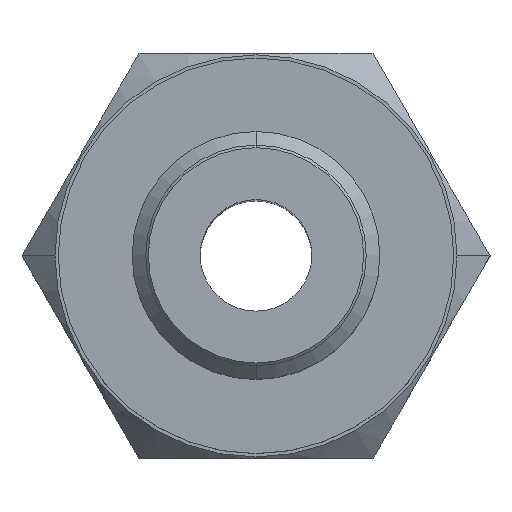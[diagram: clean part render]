
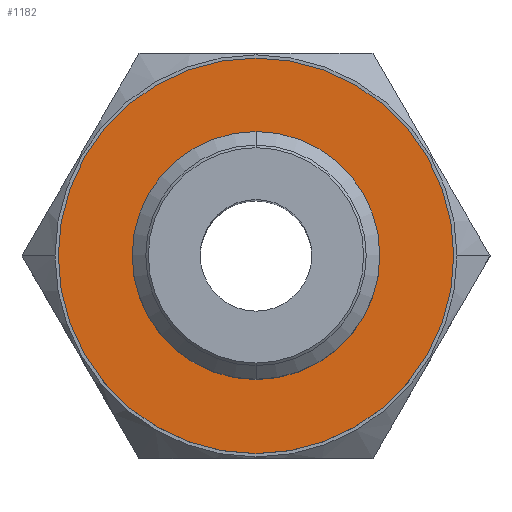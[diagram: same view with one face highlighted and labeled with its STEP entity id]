
A CAD part, top view. The second image highlights one B-rep face of the part: STEP entity #1182.
In plain terms, the highlighted planar face has unit normal (0, 0, 1).
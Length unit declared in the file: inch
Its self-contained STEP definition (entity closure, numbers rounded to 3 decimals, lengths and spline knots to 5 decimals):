
#369=CARTESIAN_POINT('',(0.,0.,0.245));
#370=DIRECTION('',(0.,0.,-1.));
#371=DIRECTION('',(0.,-1.,0.));
#372=AXIS2_PLACEMENT_3D('',#369,#370,#371);
#391=CARTESIAN_POINT('',(0.,0.,0.245));
#392=DIRECTION('',(0.,0.,1.));
#393=DIRECTION('',(0.,-1.,0.));
#394=AXIS2_PLACEMENT_3D('',#391,#392,#393);
#399=CARTESIAN_POINT('',(0.,0.,0.245));
#400=DIRECTION('',(0.,0.,1.));
#401=DIRECTION('',(0.,1.,0.));
#402=AXIS2_PLACEMENT_3D('',#399,#400,#401);
#407=CARTESIAN_POINT('',(0.,0.,0.245));
#408=DIRECTION('',(0.,0.,1.));
#409=DIRECTION('',(0.,-1.,0.));
#410=AXIS2_PLACEMENT_3D('',#407,#408,#409);
#741=CARTESIAN_POINT('',(0.,-0.165,0.245));
#743=VERTEX_POINT('',#741);
#745=CARTESIAN_POINT('',(0.,0.165,0.245));
#747=VERTEX_POINT('',#745);
#749=CARTESIAN_POINT('',(0.,0.305,0.245));
#750=CARTESIAN_POINT('',(0.,-0.305,0.245));
#751=VERTEX_POINT('',#749);
#752=VERTEX_POINT('',#750);
#1167=CARTESIAN_POINT('',(0.,0.,0.245));
#1168=DIRECTION('',(0.,0.,-1.));
#1169=DIRECTION('',(0.,-1.,0.));
#1170=AXIS2_PLACEMENT_3D('',#1167,#1168,#1169);
#1171=PLANE('',#1170);
#1173=ORIENTED_EDGE('',*,*,#1172,.F.);
#1175=ORIENTED_EDGE('',*,*,#1174,.F.);
#1176=EDGE_LOOP('',(#1173,#1175));
#1177=FACE_OUTER_BOUND('',#1176,.F.);
#1178=ORIENTED_EDGE('',*,*,#1162,.T.);
#1179=ORIENTED_EDGE('',*,*,#1146,.F.);
#1180=EDGE_LOOP('',(#1178,#1179));
#1181=FACE_BOUND('',#1180,.F.);
#373=CIRCLE('',#372,0.165);
#395=CIRCLE('',#394,0.165);
#403=CIRCLE('',#402,0.305);
#411=CIRCLE('',#410,0.305);
#1146=EDGE_CURVE('',#743,#747,#373,.T.);
#1162=EDGE_CURVE('',#743,#747,#395,.T.);
#1172=EDGE_CURVE('',#751,#752,#403,.T.);
#1174=EDGE_CURVE('',#752,#751,#411,.T.);
#1182=ADVANCED_FACE('',(#1177,#1181),#1171,.F.);
